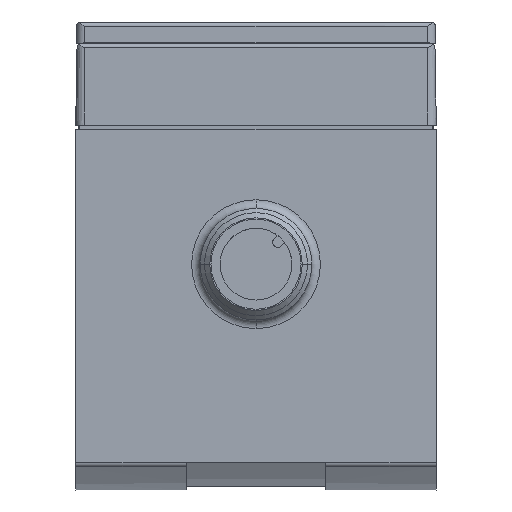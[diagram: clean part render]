
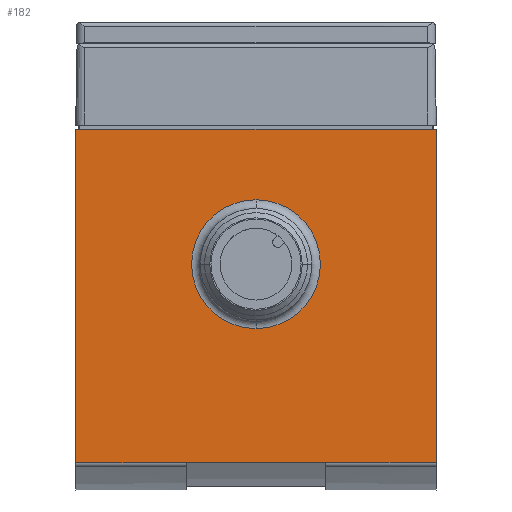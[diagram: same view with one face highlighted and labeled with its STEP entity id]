
A CAD part, front view. The second image highlights one B-rep face of the part: STEP entity #182.
In plain terms, the highlighted planar face has unit normal (0, -1, 0).
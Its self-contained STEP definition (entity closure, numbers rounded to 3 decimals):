
#182 = ADVANCED_FACE( '', ( #563, #564 ), #565, .T. );
#563 = FACE_OUTER_BOUND( '', #1239, .T. );
#564 = FACE_BOUND( '', #1240, .T. );
#565 = PLANE( '', #1241 );
#1239 = EDGE_LOOP( '', ( #2227, #2228, #2229, #2230, #2231, #2232, #2233, #2234 ) );
#1240 = EDGE_LOOP( '', ( #2235, #2236, #2237 ) );
#1241 = AXIS2_PLACEMENT_3D( '', #2238, #2239, #2240 );
#2227 = ORIENTED_EDGE( '', *, *, #4551, .T. );
#2228 = ORIENTED_EDGE( '', *, *, #4552, .T. );
#2229 = ORIENTED_EDGE( '', *, *, #4553, .T. );
#2230 = ORIENTED_EDGE( '', *, *, #4554, .F. );
#2231 = ORIENTED_EDGE( '', *, *, #4555, .F. );
#2232 = ORIENTED_EDGE( '', *, *, #4556, .T. );
#2233 = ORIENTED_EDGE( '', *, *, #4557, .T. );
#2234 = ORIENTED_EDGE( '', *, *, #4558, .F. );
#2235 = ORIENTED_EDGE( '', *, *, #4550, .F. );
#2236 = ORIENTED_EDGE( '', *, *, #4549, .F. );
#2237 = ORIENTED_EDGE( '', *, *, #4458, .F. );
#2238 = CARTESIAN_POINT( '', ( 21., 14., 16.2 ) );
#2239 = DIRECTION( '', ( 0., -1., 0. ) );
#2240 = DIRECTION( '', ( 0., 0., 1. ) );
#4458 = EDGE_CURVE( '', #5339, #5333, #5341, .T. );
#4549 = EDGE_CURVE( '', #5333, #5489, #5490, .T. );
#4550 = EDGE_CURVE( '', #5489, #5339, #5491, .T. );
#4551 = EDGE_CURVE( '', #5492, #5493, #5494, .T. );
#4552 = EDGE_CURVE( '', #5493, #5495, #5496, .T. );
#4553 = EDGE_CURVE( '', #5495, #5497, #5498, .T. );
#4554 = EDGE_CURVE( '', #5499, #5497, #5500, .T. );
#4555 = EDGE_CURVE( '', #5501, #5499, #5502, .T. );
#4556 = EDGE_CURVE( '', #5501, #5503, #5504, .T. );
#4557 = EDGE_CURVE( '', #5503, #5505, #5506, .T. );
#4558 = EDGE_CURVE( '', #5492, #5505, #5507, .T. );
#5333 = VERTEX_POINT( '', #6716 );
#5339 = VERTEX_POINT( '', #6722 );
#5341 = CIRCLE( '', #6724, 7.5 );
#5489 = VERTEX_POINT( '', #6924 );
#5490 = CIRCLE( '', #6925, 7.5 );
#5491 = CIRCLE( '', #6926, 7.5 );
#5492 = VERTEX_POINT( '', #6927 );
#5493 = VERTEX_POINT( '', #6928 );
#5494 = LINE( '', #6929, #6930 );
#5495 = VERTEX_POINT( '', #6931 );
#5496 = LINE( '', #6932, #6933 );
#5497 = VERTEX_POINT( '', #6934 );
#5498 = LINE( '', #6935, #6936 );
#5499 = VERTEX_POINT( '', #6937 );
#5500 = LINE( '', #6938, #6939 );
#5501 = VERTEX_POINT( '', #6940 );
#5502 = LINE( '', #6941, #6942 );
#5503 = VERTEX_POINT( '', #6943 );
#5504 = LINE( '', #6944, #6945 );
#5505 = VERTEX_POINT( '', #6946 );
#5506 = LINE( '', #6947, #6948 );
#5507 = LINE( '', #6949, #6950 );
#6716 = CARTESIAN_POINT( '', ( 0., 14., -7.5 ) );
#6722 = CARTESIAN_POINT( '', ( 0., 14., 7.5 ) );
#6724 = AXIS2_PLACEMENT_3D( '', #8880, #8881, #8882 );
#6924 = CARTESIAN_POINT( '', ( 7.5, 14., 0. ) );
#6925 = AXIS2_PLACEMENT_3D( '', #9049, #9050, #9051 );
#6926 = AXIS2_PLACEMENT_3D( '', #9052, #9053, #9054 );
#6927 = CARTESIAN_POINT( '', ( -8.1, 14., -23.111 ) );
#6928 = CARTESIAN_POINT( '', ( -8.1, 14., -23.08 ) );
#6929 = CARTESIAN_POINT( '', ( -8.1, 14., 8.1 ) );
#6930 = VECTOR( '', #9055, 1. );
#6931 = CARTESIAN_POINT( '', ( 8.1, 14., -23.08 ) );
#6932 = CARTESIAN_POINT( '', ( 0., 14., -23.08 ) );
#6933 = VECTOR( '', #9056, 1. );
#6934 = CARTESIAN_POINT( '', ( 8.1, 14., -23.111 ) );
#6935 = CARTESIAN_POINT( '', ( 8.1, 14., 8.1 ) );
#6936 = VECTOR( '', #9057, 1. );
#6937 = CARTESIAN_POINT( '', ( 21., 14., -23.111 ) );
#6938 = CARTESIAN_POINT( '', ( 21., 14., -23.111 ) );
#6939 = VECTOR( '', #9058, 1. );
#6940 = CARTESIAN_POINT( '', ( 21., 14., 15.7 ) );
#6941 = CARTESIAN_POINT( '', ( 21., 14., 16.2 ) );
#6942 = VECTOR( '', #9059, 1. );
#6943 = CARTESIAN_POINT( '', ( -21., 14., 15.7 ) );
#6944 = CARTESIAN_POINT( '', ( 10.5, 14., 15.7 ) );
#6945 = VECTOR( '', #9060, 1. );
#6946 = CARTESIAN_POINT( '', ( -21., 14., -23.111 ) );
#6947 = CARTESIAN_POINT( '', ( -21., 14., 16.2 ) );
#6948 = VECTOR( '', #9061, 1. );
#6949 = CARTESIAN_POINT( '', ( 21., 14., -23.111 ) );
#6950 = VECTOR( '', #9062, 1. );
#8880 = CARTESIAN_POINT( '', ( 0., 14., 0. ) );
#8881 = DIRECTION( '', ( 0., -1., 0. ) );
#8882 = DIRECTION( '', ( 0., 0., 1. ) );
#9049 = CARTESIAN_POINT( '', ( 0., 14., 0. ) );
#9050 = DIRECTION( '', ( 0., -1., 0. ) );
#9051 = DIRECTION( '', ( 0., 0., 1. ) );
#9052 = CARTESIAN_POINT( '', ( 0., 14., 0. ) );
#9053 = DIRECTION( '', ( 0., -1., 0. ) );
#9054 = DIRECTION( '', ( 0., 0., 1. ) );
#9055 = DIRECTION( '', ( 0., 0., 1. ) );
#9056 = DIRECTION( '', ( 1., 0., 0. ) );
#9057 = DIRECTION( '', ( 0., 0., -1. ) );
#9058 = DIRECTION( '', ( -1., 0., 0. ) );
#9059 = DIRECTION( '', ( 0., 0., -1. ) );
#9060 = DIRECTION( '', ( -1., 0., 0. ) );
#9061 = DIRECTION( '', ( 0., 0., -1. ) );
#9062 = DIRECTION( '', ( -1., 0., 0. ) );
